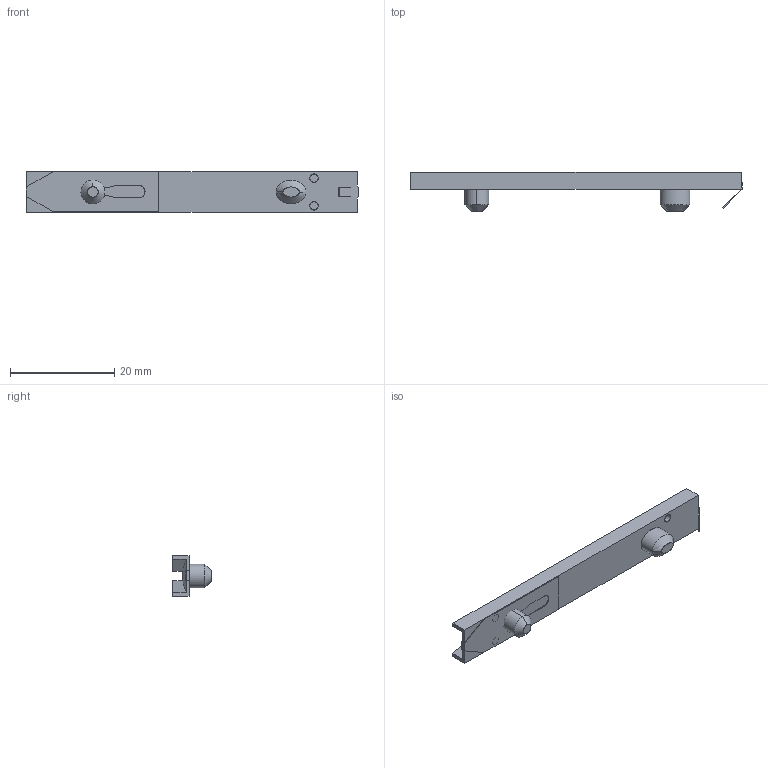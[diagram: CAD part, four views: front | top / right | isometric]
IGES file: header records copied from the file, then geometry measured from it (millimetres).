
Start section: SolidWorks IGES file using analytic representation for surfaces
Global section: file name: SSD-250-CI.IGS; native system: SolidWorks 2012; preprocessor: SolidWorks 2012; author: awright; date: 120809.111922; units: inch
Bounding box: 63.8 x 7.49 x 7.87 mm (x, y, z)
Surface area: 2192.5 mm2 (no closed solid volume)
Topology: 0 solids, 0 shells, 63 faces, 562 edges, 562 vertices
Faces by surface type: bspline 48, revolution 15
